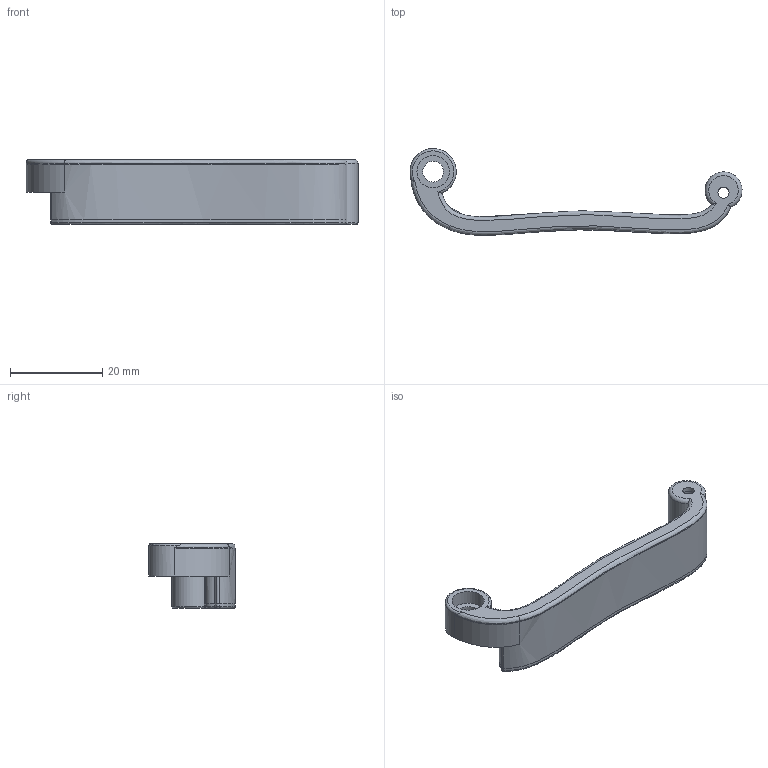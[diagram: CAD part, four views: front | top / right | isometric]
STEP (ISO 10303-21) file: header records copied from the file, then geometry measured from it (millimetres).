
FILE_DESCRIPTION(/* description */ ('STEP AP242 Edition 2','CAx-IF Rec.Pracs.---Representation and Presentation of Product Manufacturing Information (PMI)---4.0---2014-10-13','CAx-IF Rec.Pracs.---3D Tessellated Geometry---0.4---2014-09-14','2;1','CAx-IF Rec.Pracs.---User Defined Attributes---1.5---2016-08-15'),/* implementation_level */ '2;1');
FILE_NAME(/* name */ '695e94c7cf3cf97fbe89533b',/* time_stamp */ '2026-01-07T17:15:52Z',/* author */ (''),/* organization */ (''),/* preprocessor_version */ 'ST-DEVELOPER v20',/* originating_system */ 'ONSHAPE BY PTC INC, 1.208',/* authorisation */ ' ');
FILE_SCHEMA (('AP242_MANAGED_MODEL_BASED_3D_ENGINEERING_MIM_LF { 1 0 10303 442 3 1 4 }'));
Length unit declared in the file: metre
Products named in the file (2): Insulator B; Conductor B
Bounding box: 71.86 x 18.77 x 14 mm (x, y, z)
Volume: 4705.7 mm3; surface area: 6200.5 mm2
Topology: 2 solids, 2 shells, 52 faces, 126 edges, 79 vertices
Faces by surface type: bspline 19, plane 15, cylinder 14, torus 4
Full cylindrical faces by diameter (mm): 2.4 x3, 4.5 x1, 7 x1
Entity records: 2754 total; most frequent: CARTESIAN_POINT 1633, ORIENTED_EDGE 242, DIRECTION 171, EDGE_CURVE 121, VERTEX_POINT 79, EDGE_LOOP 66, FACE_BOUND 66, AXIS2_PLACEMENT_3D 65
